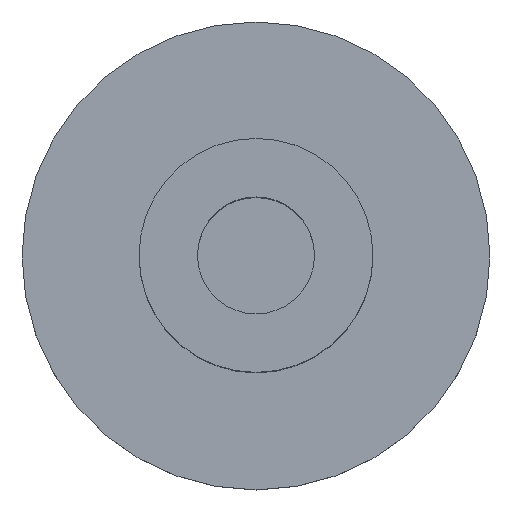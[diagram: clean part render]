
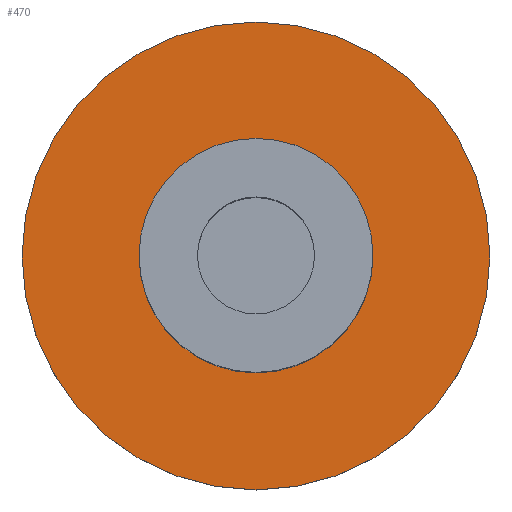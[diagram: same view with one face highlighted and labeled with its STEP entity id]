
A CAD part, top view. The second image highlights one B-rep face of the part: STEP entity #470.
In plain terms, the highlighted planar face has unit normal (0, 0, 1).
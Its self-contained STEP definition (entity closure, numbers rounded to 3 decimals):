
#41 = CIRCLE ( 'NONE', #960, 6. ) ;
#42 = DIRECTION ( 'NONE',  ( 0., 0., -1. ) ) ;
#68 = CIRCLE ( 'NONE', #699, 12. ) ;
#93 = FACE_BOUND ( 'NONE', #136, .T. ) ;
#136 = EDGE_LOOP ( 'NONE', ( #413, #964 ) ) ;
#154 = EDGE_CURVE ( 'NONE', #828, #222, #41, .T. ) ;
#177 = CARTESIAN_POINT ( 'NONE',  ( 0., 0., -16. ) ) ;
#222 = VERTEX_POINT ( 'NONE', #921 ) ;
#269 = CARTESIAN_POINT ( 'NONE',  ( 0., 0., -16. ) ) ;
#289 = AXIS2_PLACEMENT_3D ( 'NONE', #177, #553, #491 ) ;
#299 = CARTESIAN_POINT ( 'NONE',  ( 0., -12., -16. ) ) ;
#324 = FACE_OUTER_BOUND ( 'NONE', #576, .T. ) ;
#341 = VERTEX_POINT ( 'NONE', #299 ) ;
#348 = DIRECTION ( 'NONE',  ( 0., 0., -1. ) ) ;
#370 = EDGE_CURVE ( 'NONE', #222, #828, #645, .T. ) ;
#383 = AXIS2_PLACEMENT_3D ( 'NONE', #657, #421, #647 ) ;
#413 = ORIENTED_EDGE ( 'NONE', *, *, #154, .T. ) ;
#421 = DIRECTION ( 'NONE',  ( 0., 0., 1. ) ) ;
#470 = ADVANCED_FACE ( 'NONE', ( #93, #324 ), #811, .T. ) ;
#491 = DIRECTION ( 'NONE',  ( 0., 1., 0. ) ) ;
#497 = CARTESIAN_POINT ( 'NONE',  ( 0., 0., -16. ) ) ;
#500 = ORIENTED_EDGE ( 'NONE', *, *, #909, .F. ) ;
#544 = CARTESIAN_POINT ( 'NONE',  ( 0., 6., -16. ) ) ;
#553 = DIRECTION ( 'NONE',  ( 0., 0., -1. ) ) ;
#576 = EDGE_LOOP ( 'NONE', ( #815, #500 ) ) ;
#583 = DIRECTION ( 'NONE',  ( 0., 1., 0. ) ) ;
#604 = DIRECTION ( 'NONE',  ( 0., 0., -1. ) ) ;
#616 = CARTESIAN_POINT ( 'NONE',  ( 0., 0., -16. ) ) ;
#645 = CIRCLE ( 'NONE', #289, 6. ) ;
#647 = DIRECTION ( 'NONE',  ( 0., -1., 0. ) ) ;
#653 = CIRCLE ( 'NONE', #813, 12. ) ;
#655 = DIRECTION ( 'NONE',  ( 0., 1., 0. ) ) ;
#657 = CARTESIAN_POINT ( 'NONE',  ( 0., 6., -16. ) ) ;
#699 = AXIS2_PLACEMENT_3D ( 'NONE', #497, #348, #583 ) ;
#767 = CARTESIAN_POINT ( 'NONE',  ( 0., 12., -16. ) ) ;
#789 = VERTEX_POINT ( 'NONE', #767 ) ;
#811 = PLANE ( 'NONE',  #383 ) ;
#813 = AXIS2_PLACEMENT_3D ( 'NONE', #269, #42, #655 ) ;
#815 = ORIENTED_EDGE ( 'NONE', *, *, #912, .F. ) ;
#828 = VERTEX_POINT ( 'NONE', #544 ) ;
#909 = EDGE_CURVE ( 'NONE', #341, #789, #68, .T. ) ;
#911 = DIRECTION ( 'NONE',  ( 0., 1., 0. ) ) ;
#912 = EDGE_CURVE ( 'NONE', #789, #341, #653, .T. ) ;
#921 = CARTESIAN_POINT ( 'NONE',  ( 0., -6., -16. ) ) ;
#960 = AXIS2_PLACEMENT_3D ( 'NONE', #616, #604, #911 ) ;
#964 = ORIENTED_EDGE ( 'NONE', *, *, #370, .T. ) ;
